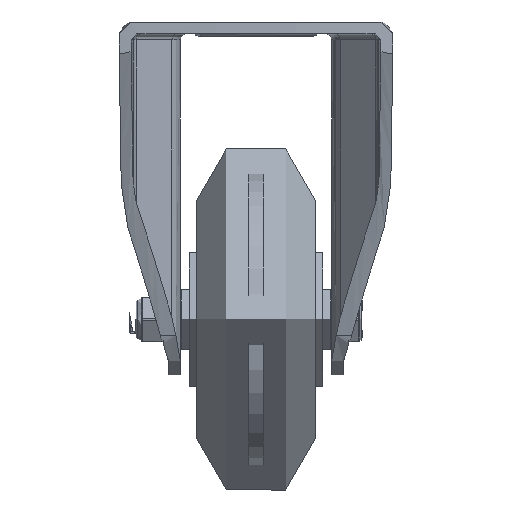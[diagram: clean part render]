
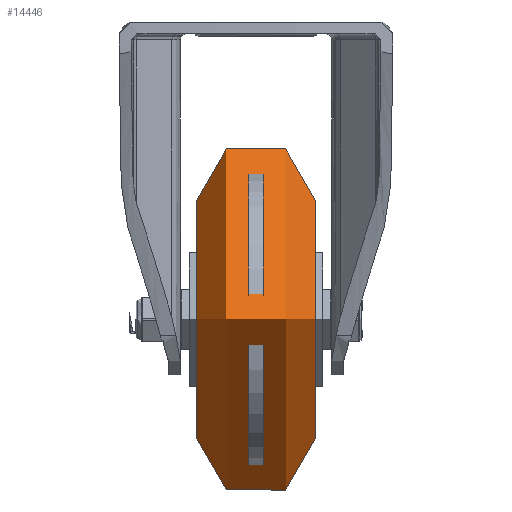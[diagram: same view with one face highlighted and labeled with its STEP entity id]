
A CAD part, left-side view. The second image highlights one B-rep face of the part: STEP entity #14446.
In plain terms, the highlighted toroidal (fillet/blend) face has major radius 50 mm and minor radius 25 mm.
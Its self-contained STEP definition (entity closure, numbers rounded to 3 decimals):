
#4090=FACE_OUTER_BOUND('',#4980,.T.);
#4980=EDGE_LOOP('',(#10824,#10825,#10826,#10827));
#5968=CIRCLE('',#15620,50.);
#5969=CIRCLE('',#15621,25.);
#5970=CIRCLE('',#15622,50.);
#6619=VERTEX_POINT('',#21913);
#6620=VERTEX_POINT('',#21915);
#8195=EDGE_CURVE('',#6619,#6619,#5968,.T.);
#8196=EDGE_CURVE('',#6619,#6620,#5969,.T.);
#8197=EDGE_CURVE('',#6620,#6620,#5970,.T.);
#10824=ORIENTED_EDGE('',*,*,#8195,.F.);
#10825=ORIENTED_EDGE('',*,*,#8196,.T.);
#10826=ORIENTED_EDGE('',*,*,#8197,.T.);
#10827=ORIENTED_EDGE('',*,*,#8196,.F.);
#14256=TOROIDAL_SURFACE('',#15619,50.,25.);
#14446=ADVANCED_FACE('',(#4090),#14256,.T.);
#15619=AXIS2_PLACEMENT_3D('',#21912,#17365,#17366);
#15620=AXIS2_PLACEMENT_3D('',#21914,#17367,#17368);
#15621=AXIS2_PLACEMENT_3D('',#21916,#17369,#17370);
#15622=AXIS2_PLACEMENT_3D('',#21917,#17371,#17372);
#17365=DIRECTION('center_axis',(0.,1.,0.));
#17366=DIRECTION('ref_axis',(0.,0.,1.));
#17367=DIRECTION('center_axis',(0.,1.,0.));
#17368=DIRECTION('ref_axis',(0.,0.,1.));
#17369=DIRECTION('center_axis',(-1.,0.,0.));
#17370=DIRECTION('ref_axis',(0.,0.,
-1.));
#17371=DIRECTION('center_axis',(0.,1.,0.));
#17372=DIRECTION('ref_axis',(0.,0.,1.));
#21912=CARTESIAN_POINT('Origin',(0.,0.,0.));
#21913=CARTESIAN_POINT('',(0.,25.,-50.));
#21914=CARTESIAN_POINT('Origin',(0.,25.,0.));
#21915=CARTESIAN_POINT('',(0.,-25.,-50.));
#21916=CARTESIAN_POINT('Origin',(0.,0.,
-50.));
#21917=CARTESIAN_POINT('Origin',(0.,-25.,0.));
